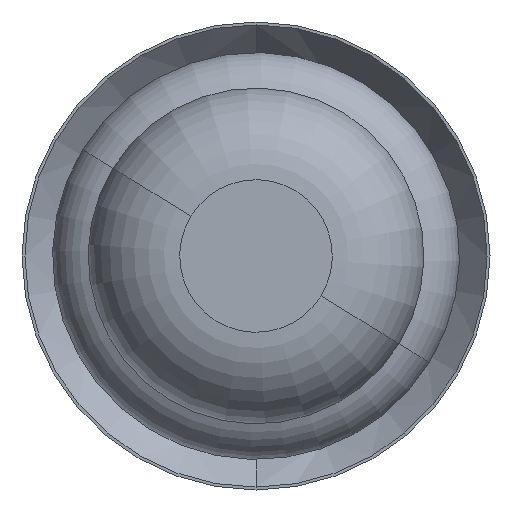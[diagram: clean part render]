
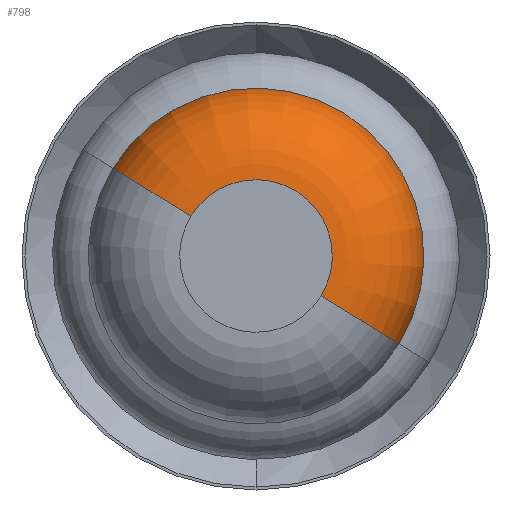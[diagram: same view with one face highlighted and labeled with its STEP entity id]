
A CAD part, front view. The second image highlights one B-rep face of the part: STEP entity #798.
In plain terms, the highlighted toroidal (fillet/blend) face has major radius 0.375 mm and minor radius 0.45 mm.
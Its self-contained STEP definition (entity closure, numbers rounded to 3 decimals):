
#11 = DIRECTION ( 'NONE',  ( 0.523, 0., 0.852 ) ) ;
#120 = DIRECTION ( 'NONE',  ( -0.852, 0., 0.523 ) ) ;
#164 = DIRECTION ( 'NONE',  ( -0.852, 0., 0.523 ) ) ;
#516 = TOROIDAL_SURFACE ( 'NONE', #3936, 0.375, 0.45 ) ;
#757 = DIRECTION ( 'NONE',  ( 0.852, 0., -0.523 ) ) ;
#798 = ADVANCED_FACE ( 'Defeature ausgef�hrt3_2', ( #2750 ), #516, .T. ) ;
#845 = CARTESIAN_POINT ( 'NONE',  ( -0.703, -23.451, 0.432 ) ) ;
#920 = EDGE_LOOP ( 'NONE', ( #2421, #4154, #3864, #1256 ) ) ;
#986 = CARTESIAN_POINT ( 'NONE',  ( 0.703, -23.451, -0.432 ) ) ;
#1183 = AXIS2_PLACEMENT_3D ( 'NONE', #2842, #11, #757 ) ;
#1252 = CARTESIAN_POINT ( 'NONE',  ( 0., -23.451, 0. ) ) ;
#1256 = ORIENTED_EDGE ( 'NONE', *, *, #3694, .F. ) ;
#1340 = EDGE_CURVE ( 'Defeature ausgef�hrt3_2+Defeature ausgef�hrt3_1+Defeature ausgef�hrt3_1+Defeature ausgef�hrt3_1', #2091, #2493, #4434, .T. ) ;
#1599 = DIRECTION ( 'NONE',  ( -0.523, 0., -0.852 ) ) ;
#1632 = DIRECTION ( 'NONE',  ( 0., 1., 0. ) ) ;
#1878 = CARTESIAN_POINT ( 'NONE',  ( -0.32, -23.901, 0.196 ) ) ;
#1884 = CARTESIAN_POINT ( 'NONE',  ( 0., -23.451, 0. ) ) ;
#1901 = VERTEX_POINT ( 'NONE', #986 ) ;
#2091 = VERTEX_POINT ( 'NONE', #1878 ) ;
#2404 = CIRCLE ( 'NONE', #3905, 0.825 ) ;
#2421 = ORIENTED_EDGE ( 'NONE', *, *, #1340, .T. ) ;
#2493 = VERTEX_POINT ( 'NONE', #2878 ) ;
#2507 = EDGE_CURVE ( 'Defeature ausgef�hrt3_3+Defeature ausgef�hrt3_2+Defeature ausgef�hrt3_2+Defeature ausgef�hrt3_2', #3251, #1901, #2404, .T. ) ;
#2651 = DIRECTION ( 'NONE',  ( 0., 1., 0. ) ) ;
#2750 = FACE_OUTER_BOUND ( 'NONE', #920, .T. ) ;
#2842 = CARTESIAN_POINT ( 'NONE',  ( 0.32, -23.451, -0.196 ) ) ;
#2878 = CARTESIAN_POINT ( 'NONE',  ( 0.32, -23.901, -0.196 ) ) ;
#2916 = DIRECTION ( 'NONE',  ( 0., 1., 0. ) ) ;
#3001 = DIRECTION ( 'NONE',  ( -0.852, 0., 0.523 ) ) ;
#3166 = AXIS2_PLACEMENT_3D ( 'NONE', #3688, #1632, #4051 ) ;
#3251 = VERTEX_POINT ( 'NONE', #845 ) ;
#3256 = CIRCLE ( 'NONE', #1183, 0.45 ) ;
#3659 = CARTESIAN_POINT ( 'NONE',  ( -0.32, -23.451, 0.196 ) ) ;
#3688 = CARTESIAN_POINT ( 'NONE',  ( 0., -23.901, 0. ) ) ;
#3694 = EDGE_CURVE ( 'NONE', #2091, #3251, #4164, .T. ) ;
#3864 = ORIENTED_EDGE ( 'NONE', *, *, #2507, .F. ) ;
#3881 = AXIS2_PLACEMENT_3D ( 'NONE', #3659, #1599, #164 ) ;
#3905 = AXIS2_PLACEMENT_3D ( 'NONE', #1884, #2916, #120 ) ;
#3936 = AXIS2_PLACEMENT_3D ( 'NONE', #1252, #2651, #3001 ) ;
#4051 = DIRECTION ( 'NONE',  ( -0.852, 0., 0.523 ) ) ;
#4154 = ORIENTED_EDGE ( 'NONE', *, *, #4182, .T. ) ;
#4164 = CIRCLE ( 'NONE', #3881, 0.45 ) ;
#4182 = EDGE_CURVE ( 'NONE', #2493, #1901, #3256, .T. ) ;
#4434 = CIRCLE ( 'NONE', #3166, 0.375 ) ;
